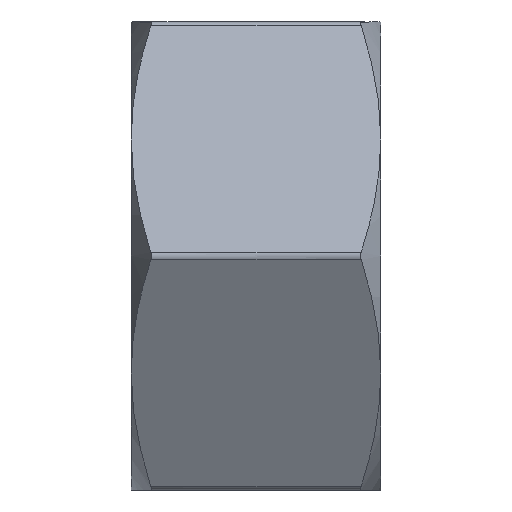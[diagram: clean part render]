
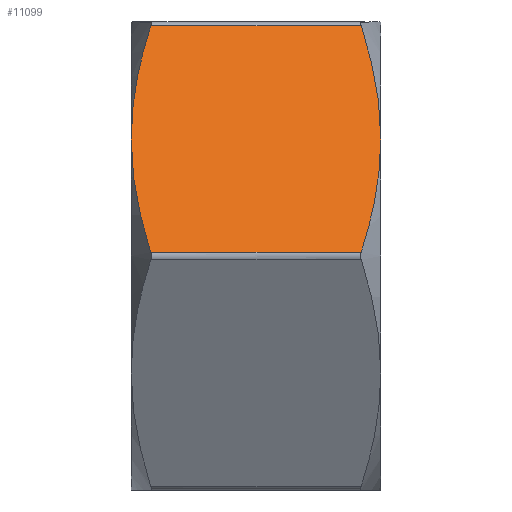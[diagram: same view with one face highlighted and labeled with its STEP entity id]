
A CAD part, left-side view. The second image highlights one B-rep face of the part: STEP entity #11099.
In plain terms, the highlighted planar face has unit normal (-0.866, 0, 0.5).
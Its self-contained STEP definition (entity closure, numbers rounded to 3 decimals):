
#179 = CARTESIAN_POINT ( 'NONE',  ( -17.176, -6.743, 0.25 ) ) ;
#378 = LINE ( 'NONE', #1003, #6658 ) ;
#816 = ORIENTED_EDGE ( 'NONE', *, *, #2291, .T. ) ;
#1003 = CARTESIAN_POINT ( 'NONE',  ( -17.176, 8., 0.25 ) ) ;
#1004 = ORIENTED_EDGE ( 'NONE', *, *, #1856, .T. ) ;
#1596 = B_SPLINE_CURVE_WITH_KNOTS ( 'NONE', 3,
 ( #16002, #13272, #8163, #10762, #9503, #11978, #13379, #1977 ),
 .UNSPECIFIED., .F., .F.,
 ( 4, 2, 2, 4 ),
 ( 0.009, 0.011, 0.013, 0.017 ),
 .UNSPECIFIED. ) ;
#1856 = EDGE_CURVE ( 'NONE', #10856, #2099, #8282, .T. ) ;
#1977 = CARTESIAN_POINT ( 'NONE',  ( -17.176, 6.743, 0.25 ) ) ;
#2099 = VERTEX_POINT ( 'NONE', #3302 ) ;
#2291 = EDGE_CURVE ( 'NONE', #6229, #14454, #9084, .T. ) ;
#2387 = CARTESIAN_POINT ( 'NONE',  ( -12.99, -8., 7.5 ) ) ;
#2411 = CARTESIAN_POINT ( 'NONE',  ( -12.99, 8., 7.5 ) ) ;
#2677 = PLANE ( 'NONE',  #13662 ) ;
#2966 = VERTEX_POINT ( 'NONE', #5683 ) ;
#3219 = CARTESIAN_POINT ( 'NONE',  ( -8.805, 6.743, 14.75 ) ) ;
#3302 = CARTESIAN_POINT ( 'NONE',  ( -8.805, 6.743, 14.75 ) ) ;
#3327 = CARTESIAN_POINT ( 'NONE',  ( -11.574, 7.881, 9.954 ) ) ;
#3626 = CARTESIAN_POINT ( 'NONE',  ( -10.177, -7.443, 12.373 ) ) ;
#3796 = DIRECTION ( 'NONE',  ( 0.866, 0., -0.5 ) ) ;
#4287 = ORIENTED_EDGE ( 'NONE', *, *, #11041, .T. ) ;
#4479 = ORIENTED_EDGE ( 'NONE', *, *, #4932, .T. ) ;
#4596 = CARTESIAN_POINT ( 'NONE',  ( -12.99, 8., 7.5 ) ) ;
#4932 = EDGE_CURVE ( 'NONE', #2099, #11391, #9381, .T. ) ;
#4943 = CARTESIAN_POINT ( 'NONE',  ( -11.223, -7.771, 10.562 ) ) ;
#5123 = CARTESIAN_POINT ( 'NONE',  ( -8.805, 8., 14.75 ) ) ;
#5470 = EDGE_CURVE ( 'NONE', #2966, #6229, #378, .T. ) ;
#5683 = CARTESIAN_POINT ( 'NONE',  ( -17.176, 6.743, 0.25 ) ) ;
#5927 = CARTESIAN_POINT ( 'NONE',  ( -12.99, -8., 7.5 ) ) ;
#6146 = CARTESIAN_POINT ( 'NONE',  ( -12.279, -7.97, 8.733 ) ) ;
#6229 = VERTEX_POINT ( 'NONE', #179 ) ;
#6658 = VECTOR ( 'NONE', #11219, 1000. ) ;
#7314 = CARTESIAN_POINT ( 'NONE',  ( -14.407, -7.881, 5.046 ) ) ;
#7386 = CARTESIAN_POINT ( 'NONE',  ( -12.635, -8., 8.115 ) ) ;
#7487 = B_SPLINE_CURVE_WITH_KNOTS ( 'NONE', 3,
 ( #5927, #7386, #6146, #9924, #4943, #3626, #9881, #11149 ),
 .UNSPECIFIED., .F., .F.,
 ( 4, 2, 2, 4 ),
 ( 0.009, 0.011, 0.013, 0.017 ),
 .UNSPECIFIED. ) ;
#8163 = CARTESIAN_POINT ( 'NONE',  ( -13.702, 7.97, 6.267 ) ) ;
#8282 = LINE ( 'NONE', #5123, #11844 ) ;
#8421 = ORIENTED_EDGE ( 'NONE', *, *, #14613, .T. ) ;
#8465 = CARTESIAN_POINT ( 'NONE',  ( -15.801, -7.444, 2.632 ) ) ;
#8764 = EDGE_LOOP ( 'NONE', ( #8421, #9405, #816, #4287, #1004, #4479 ) ) ;
#9084 = B_SPLINE_CURVE_WITH_KNOTS ( 'NONE', 3,
 ( #14822, #16079, #8465, #7314, #9907, #2387 ),
 .UNSPECIFIED., .F., .F.,
 ( 4, 2, 4 ),
 ( 0., 0.005, 0.009 ),
 .UNSPECIFIED. ) ;
#9381 = B_SPLINE_CURVE_WITH_KNOTS ( 'NONE', 3,
 ( #3219, #14754, #12173, #3327, #12115, #4596 ),
 .UNSPECIFIED., .F., .F.,
 ( 4, 2, 4 ),
 ( 0., 0.005, 0.009 ),
 .UNSPECIFIED. ) ;
#9405 = ORIENTED_EDGE ( 'NONE', *, *, #5470, .T. ) ;
#9503 = CARTESIAN_POINT ( 'NONE',  ( -14.758, 7.771, 4.438 ) ) ;
#9881 = CARTESIAN_POINT ( 'NONE',  ( -9.488, -7.127, 13.566 ) ) ;
#9907 = CARTESIAN_POINT ( 'NONE',  ( -13.703, -8., 6.266 ) ) ;
#9924 = CARTESIAN_POINT ( 'NONE',  ( -11.573, -7.856, 9.955 ) ) ;
#10762 = CARTESIAN_POINT ( 'NONE',  ( -14.408, 7.856, 5.045 ) ) ;
#10856 = VERTEX_POINT ( 'NONE', #14510 ) ;
#11041 = EDGE_CURVE ( 'NONE', #14454, #10856, #7487, .T. ) ;
#11099 = ADVANCED_FACE ( 'NONE', ( #13562 ), #2677, .F. ) ;
#11149 = CARTESIAN_POINT ( 'NONE',  ( -8.805, -6.743, 14.75 ) ) ;
#11219 = DIRECTION ( 'NONE',  ( 0., -1., 0. ) ) ;
#11391 = VERTEX_POINT ( 'NONE', #2411 ) ;
#11478 = DIRECTION ( 'NONE',  ( -0.5, 0., -0.866 ) ) ;
#11530 = CARTESIAN_POINT ( 'NONE',  ( -12.99, -8., 7.5 ) ) ;
#11844 = VECTOR ( 'NONE', #15241, 1000. ) ;
#11978 = CARTESIAN_POINT ( 'NONE',  ( -15.804, 7.443, 2.627 ) ) ;
#12115 = CARTESIAN_POINT ( 'NONE',  ( -12.278, 8., 8.734 ) ) ;
#12173 = CARTESIAN_POINT ( 'NONE',  ( -10.18, 7.444, 12.368 ) ) ;
#12693 = CARTESIAN_POINT ( 'NONE',  ( -17.321, 8., 0. ) ) ;
#13272 = CARTESIAN_POINT ( 'NONE',  ( -13.345, 8., 6.885 ) ) ;
#13379 = CARTESIAN_POINT ( 'NONE',  ( -16.493, 7.127, 1.434 ) ) ;
#13562 = FACE_OUTER_BOUND ( 'NONE', #8764, .T. ) ;
#13662 = AXIS2_PLACEMENT_3D ( 'NONE', #12693, #3796, #11478 ) ;
#14454 = VERTEX_POINT ( 'NONE', #11530 ) ;
#14510 = CARTESIAN_POINT ( 'NONE',  ( -8.805, -6.743, 14.75 ) ) ;
#14613 = EDGE_CURVE ( 'NONE', #11391, #2966, #1596, .T. ) ;
#14754 = CARTESIAN_POINT ( 'NONE',  ( -9.49, 7.128, 13.564 ) ) ;
#14822 = CARTESIAN_POINT ( 'NONE',  ( -17.176, -6.743, 0.25 ) ) ;
#15241 = DIRECTION ( 'NONE',  ( 0., 1., 0. ) ) ;
#16002 = CARTESIAN_POINT ( 'NONE',  ( -12.99, 8., 7.5 ) ) ;
#16079 = CARTESIAN_POINT ( 'NONE',  ( -16.491, -7.128, 1.436 ) ) ;
